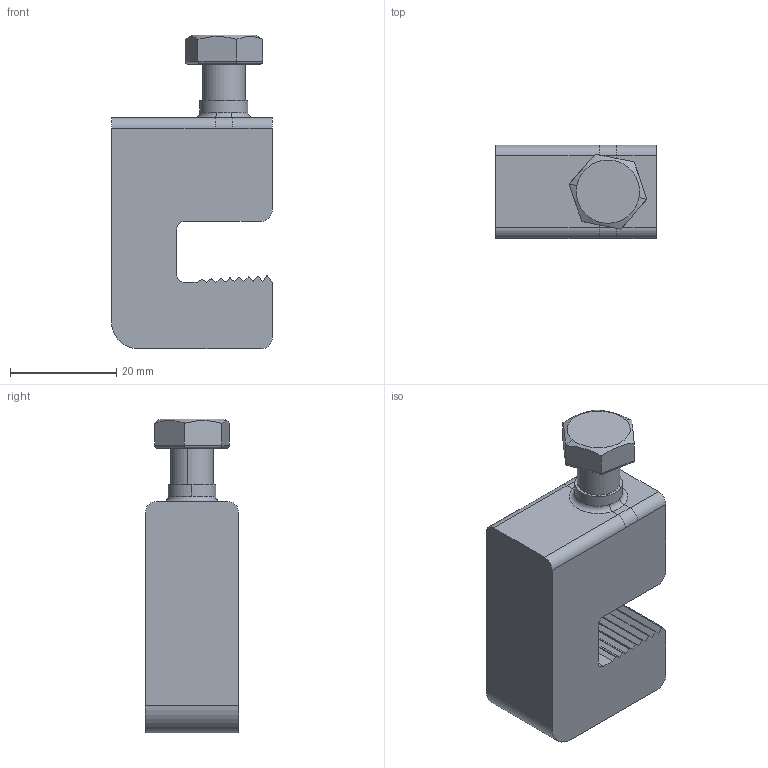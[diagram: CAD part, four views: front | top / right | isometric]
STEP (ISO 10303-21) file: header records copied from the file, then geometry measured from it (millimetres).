
FILE_DESCRIPTION (( 'STEP AP214' ), '1' );
FILE_NAME ('401502_SBK 50-10.STP', '2013-11-14T09:27:53', ( 'arge' ), ( 'Microsoft' ), 'SwSTEP 2.0', 'SolidWorks 2013', '' );
FILE_SCHEMA (( 'AUTOMOTIVE_DESIGN' ));
Length unit declared in the file: millimetre
Products named in the file (1): 401502_SBK 50-10
Bounding box: 30.25 x 17.5 x 59 mm (x, y, z)
Volume: 20701.6 mm3; surface area: 6030.9 mm2
Topology: 1 solids, 1 shells, 73 faces, 193 edges, 124 vertices
Faces by surface type: plane 36, cylinder 27, bspline 6, cone 2, torus 2
Entity records: 3355 total; most frequent: CARTESIAN_POINT 821, ORIENTED_EDGE 386, DIRECTION 359, EDGE_CURVE 193, VERTEX_POINT 124, AXIS2_PLACEMENT_3D 120, VECTOR 119, LINE 119
